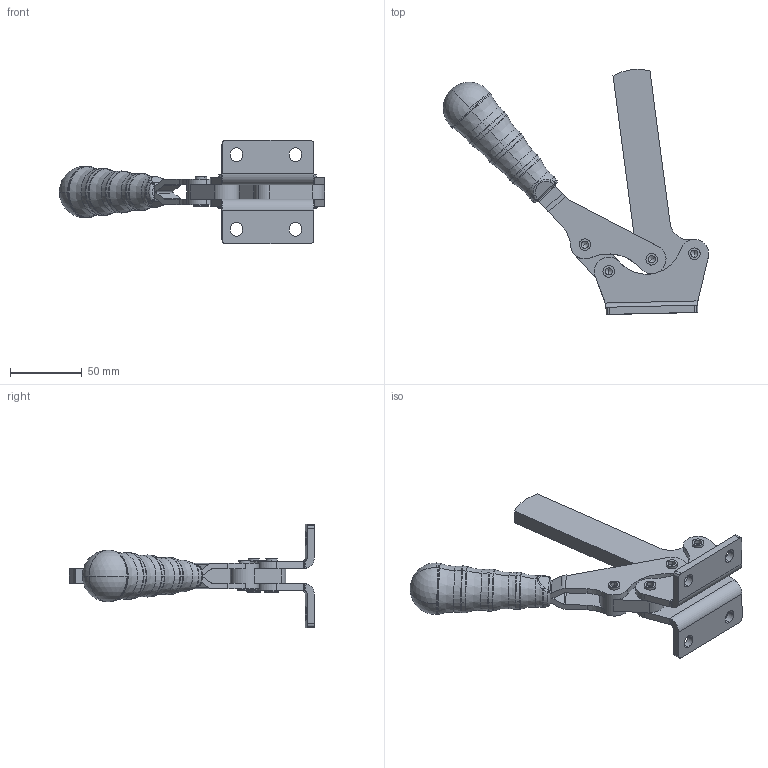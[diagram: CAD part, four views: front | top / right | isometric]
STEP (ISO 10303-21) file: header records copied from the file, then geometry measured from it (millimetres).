
FILE_DESCRIPTION((''),'2;1');
FILE_NAME('126F.0-opened.stp','2005-09-27T16:31:05',('Kysilko'),(''),'Autodesk Inventor 8','Autodesk Inventor 8','');
FILE_SCHEMA(('AUTOMOTIVE_DESIGN { 1 0 10303 214 1 1 1 1 }'));
Length unit declared in the file: millimetre
Products named in the file (1): Part32
Bounding box: 185.08 x 170.98 x 71.96 mm (x, y, z)
Volume: 167533.7 mm3; surface area: 55053.8 mm2
Topology: 1 solids, 5 shells, 867 faces, 2338 edges, 1335 vertices
Faces by surface type: plane 338, cone 314, bspline 124, cylinder 69, sphere 14, torus 8
Entity records: 31153 total; most frequent: CARTESIAN_POINT 10625, ORIENTED_EDGE 4652, DIRECTION 4212, EDGE_CURVE 2326, AXIS2_PLACEMENT_3D 1738, VERTEX_POINT 1335, EDGE_LOOP 1039, CIRCLE 994
